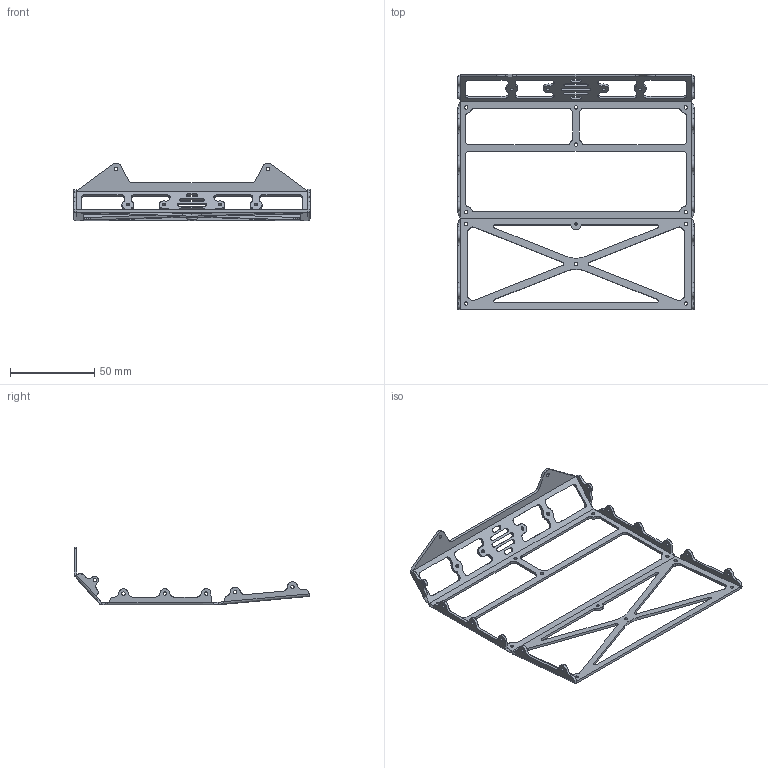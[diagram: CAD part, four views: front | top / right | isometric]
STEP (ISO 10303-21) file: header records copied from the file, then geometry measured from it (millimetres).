
FILE_DESCRIPTION (( 'STEP AP214' ), '1' );
FILE_NAME ('016_FrontCoverSheet_Alu_Bend_NimbroOP_v0.1.STEP', '2012-10-07T10:47:46', ( 'schreiber' ), ( '' ), 'SwSTEP 2.0', 'SolidWorks 2012', '' );
FILE_SCHEMA (( 'AUTOMOTIVE_DESIGN' ));
Length unit declared in the file: millimetre
Products named in the file (1): 016_FrontCoverSheet_Alu_Bend_NimbroOP_v0.1
Bounding box: 140 x 139.14 x 34.1 mm (x, y, z)
Volume: 12774.9 mm3; surface area: 21118.5 mm2
Topology: 1 solids, 1 shells, 357 faces, 1001 edges, 646 vertices
Faces by surface type: cylinder 237, plane 112, bspline 8
Entity records: 12015 total; most frequent: CARTESIAN_POINT 2213, DIRECTION 2159, ORIENTED_EDGE 2002, EDGE_CURVE 1001, AXIS2_PLACEMENT_3D 816, VERTEX_POINT 646, VECTOR 527, LINE 527
